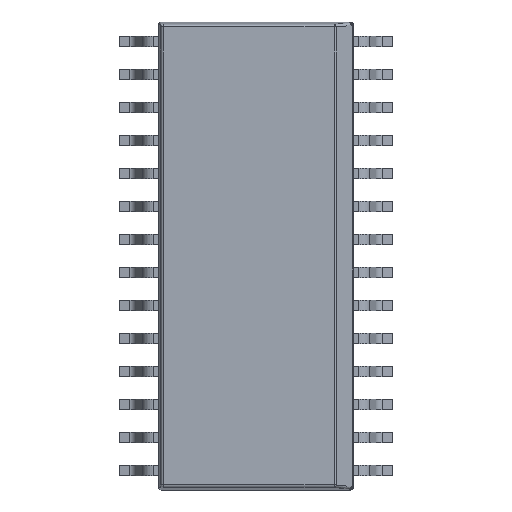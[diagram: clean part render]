
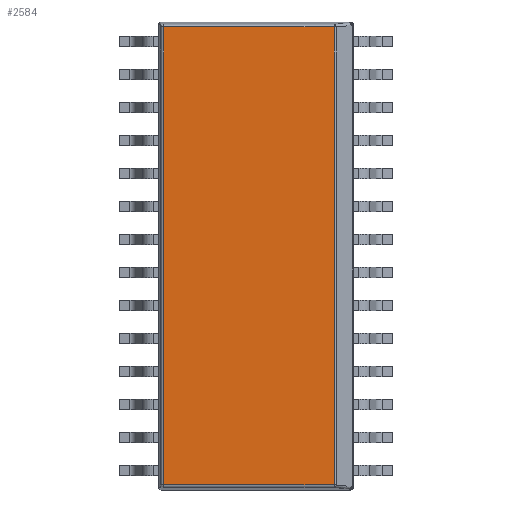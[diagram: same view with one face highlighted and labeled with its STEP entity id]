
A CAD part, top view. The second image highlights one B-rep face of the part: STEP entity #2584.
In plain terms, the highlighted planar face has unit normal (0, 0, 1).
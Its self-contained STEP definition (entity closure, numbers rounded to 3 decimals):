
#1467 = VERTEX_POINT('',#1468);
#1468 = CARTESIAN_POINT('',(-3.558,-8.808,2.65));
#1760 = EDGE_CURVE('',#1467,#1761,#1763,.T.);
#1761 = VERTEX_POINT('',#1762);
#1762 = CARTESIAN_POINT('',(-3.558,8.808,2.65));
#1763 = LINE('',#1764,#1765);
#1764 = CARTESIAN_POINT('',(-3.558,-8.899,2.65));
#1765 = VECTOR('',#1766,1.);
#1766 = DIRECTION('',(0.,1.,0.));
#2563 = EDGE_CURVE('',#2564,#1467,#2566,.T.);
#2564 = VERTEX_POINT('',#2565);
#2565 = CARTESIAN_POINT('',(3.004,-8.808,2.65));
#2566 = LINE('',#2567,#2568);
#2567 = CARTESIAN_POINT('',(3.049,-8.808,2.65));
#2568 = VECTOR('',#2569,1.);
#2569 = DIRECTION('',(-1.,0.,0.));
#2584 = ADVANCED_FACE('',(#2585),#2603,.T.);
#2585 = FACE_BOUND('',#2586,.T.);
#2586 = EDGE_LOOP('',(#2587,#2588,#2589,#2597));
#2587 = ORIENTED_EDGE('',*,*,#1760,.F.);
#2588 = ORIENTED_EDGE('',*,*,#2563,.F.);
#2589 = ORIENTED_EDGE('',*,*,#2590,.T.);
#2590 = EDGE_CURVE('',#2564,#2591,#2593,.T.);
#2591 = VERTEX_POINT('',#2592);
#2592 = CARTESIAN_POINT('',(3.004,8.808,2.65));
#2593 = LINE('',#2594,#2595);
#2594 = CARTESIAN_POINT('',(3.004,-8.899,2.65));
#2595 = VECTOR('',#2596,1.);
#2596 = DIRECTION('',(0.,1.,0.));
#2597 = ORIENTED_EDGE('',*,*,#2598,.F.);
#2598 = EDGE_CURVE('',#1761,#2591,#2599,.T.);
#2599 = LINE('',#2600,#2601);
#2600 = CARTESIAN_POINT('',(-3.649,8.808,2.65));
#2601 = VECTOR('',#2602,1.);
#2602 = DIRECTION('',(1.,0.,0.));
#2603 = PLANE('',#2604);
#2604 = AXIS2_PLACEMENT_3D('',#2605,#2606,#2607);
#2605 = CARTESIAN_POINT('',(0.,0.,2.65)
  );
#2606 = DIRECTION('',(0.,0.,1.));
#2607 = DIRECTION('',(1.,0.,0.));
